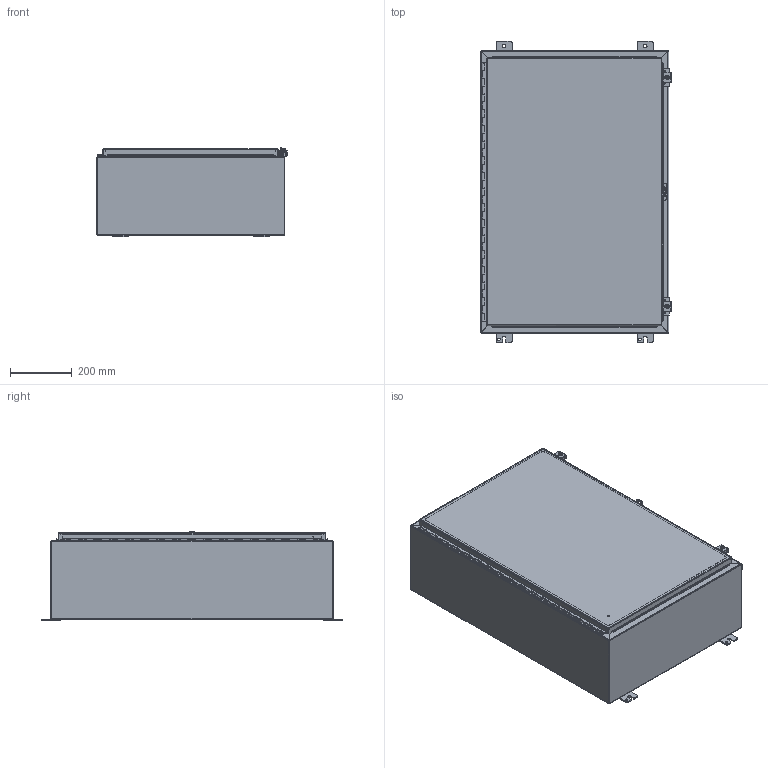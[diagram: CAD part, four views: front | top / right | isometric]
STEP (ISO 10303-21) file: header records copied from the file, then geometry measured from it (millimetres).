
FILE_DESCRIPTION((''),'2;1');
FILE_NAME('N12362410.stp','2012-02-20T15:46:40',('dnichola'),(''),'Autodesk Inventor 2012','Autodesk Inventor 2012','');
FILE_SCHEMA(('AUTOMOTIVE_DESIGN { 1 0 10303 214 1 1 1 1 }'));
Length unit declared in the file: inch
Products named in the file (19): N12362410; 34840; 38420; N12362410BKP; 32911; 34x22; 38846; N123624LID; 328107; 328107T; 328107L; 328107P-1; 388116; HFW30825; HFW30825-1; HFW30825-2; HFW30825-3; HFW30825-4; 30817
Assembly tree (28 placements, depth 3):
  N12362410
    34840  x4
    38420
    N12362410BKP
    32911
    34x22
    38846
    N123624LID
    328107
      328107T
      328107L
      328107P-1
    388116  x6
    HFW30825  x2
      HFW30825-1
      HFW30825-2
      HFW30825-3
      HFW30825-4
    30817  x2
Bounding box: 617.49 x 977.9 x 289.82 mm (x, y, z)
Volume: 4204327.2 mm3; surface area: 4356216.1 mm2
Topology: 29 solids, 29 shells, 1100 faces, 2732 edges, 1750 vertices
Faces by surface type: plane 607, cylinder 374, bspline 71, torus 24, cone 12, sphere 12
Full cylindrical faces by diameter (mm): 2.794 x14, 2.921 x2, 3.048 x25, 3.967 x1, 5.359 x2, 6.35 x3, 7.137 x2, 7.95 x4, 8.382 x12, 8.56 x1, 8.89 x2, 11.125 x4, 12.7 x3, 13.208 x2, 15.875 x6
Entity records: 29688 total; most frequent: CARTESIAN_POINT 7410, DIRECTION 4398, ORIENTED_EDGE 4264, EDGE_CURVE 2132, AXIS2_PLACEMENT_3D 1497, VECTOR 1404, LINE 1404, VERTEX_POINT 1402
